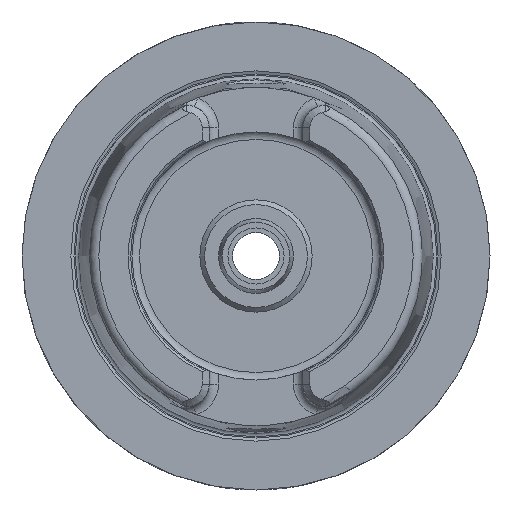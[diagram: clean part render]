
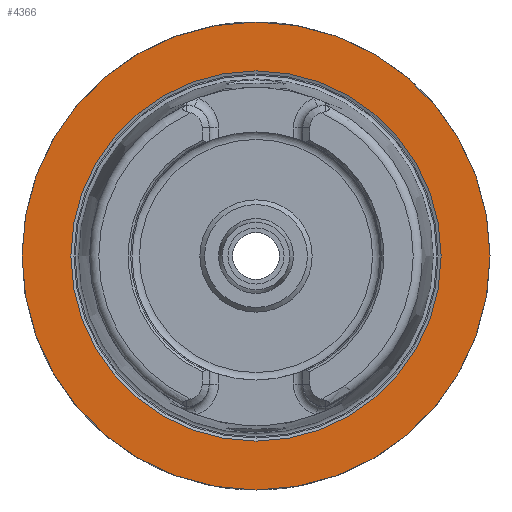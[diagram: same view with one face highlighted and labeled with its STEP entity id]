
A CAD part, left-side view. The second image highlights one B-rep face of the part: STEP entity #4366.
In plain terms, the highlighted planar face has unit normal (-1, 0, 0).
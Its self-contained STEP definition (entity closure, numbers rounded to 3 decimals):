
#3552=CARTESIAN_POINT('',(0.,50.0,0.0));
#3553=VERTEX_POINT('',#3552);
#3554=CARTESIAN_POINT('',(0.,0.,0.0));
#3555=DIRECTION('',(1.0,0.0,0.0));
#3556=DIRECTION('',(0.0,1.0,0.0));
#3557=AXIS2_PLACEMENT_3D('',#3554,#3555,#3556);
#3558=CIRCLE('',#3557,50.0);
#3559=EDGE_CURVE('',#3553,#3553,#3558,.T.);
#4340=CARTESIAN_POINT('',(0.,39.55,0.0));
#4341=VERTEX_POINT('',#4340);
#4342=CARTESIAN_POINT('',(0.,0.,0.0));
#4343=DIRECTION('',(1.0,0.0,0.0));
#4344=DIRECTION('',(0.0,1.0,0.0));
#4345=AXIS2_PLACEMENT_3D('',#4342,#4343,#4344);
#4346=CIRCLE('',#4345,39.55);
#4347=EDGE_CURVE('',#4341,#4341,#4346,.T.);
#4355=CARTESIAN_POINT('',(0.,44.775,0.0));
#4356=DIRECTION('',(-1.0,0.0,0.0));
#4357=DIRECTION('',(0.0,0.0,1.0));
#4358=AXIS2_PLACEMENT_3D('',#4355,#4356,#4357);
#4359=PLANE('',#4358);
#4360=ORIENTED_EDGE('',*,*,#3559,.F.);
#4361=EDGE_LOOP('',(#4360));
#4362=FACE_OUTER_BOUND('',#4361,.T.);
#4363=ORIENTED_EDGE('',*,*,#4347,.T.);
#4364=EDGE_LOOP('',(#4363));
#4365=FACE_BOUND('',#4364,.T.);
#4366=ADVANCED_FACE('',(#4362,#4365),#4359,.T.);
